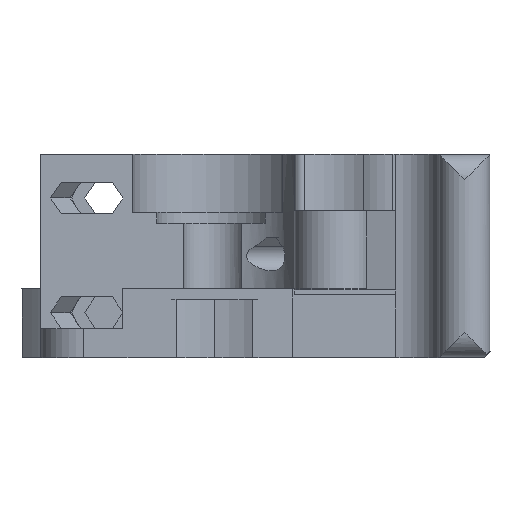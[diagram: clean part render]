
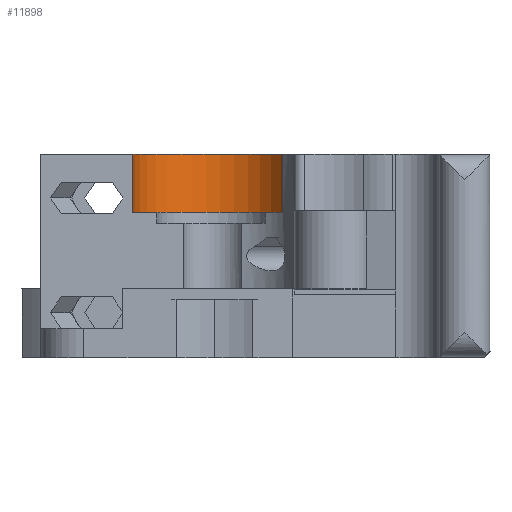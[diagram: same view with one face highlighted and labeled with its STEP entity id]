
A CAD part, left-side view. The second image highlights one B-rep face of the part: STEP entity #11898.
In plain terms, the highlighted cylindrical face has radius 11.3 mm (diameter 22.6 mm), a partial arc.
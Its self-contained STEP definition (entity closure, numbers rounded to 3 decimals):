
#1337 = PLANE('',#1338);
#1338 = AXIS2_PLACEMENT_3D('',#1339,#1340,#1341);
#1339 = CARTESIAN_POINT('',(7.679,20.298,
    28.));
#1340 = DIRECTION('',(0.,0.,1.));
#1341 = DIRECTION('',(1.,0.,0.));
#2845 = PLANE('',#2846);
#2846 = AXIS2_PLACEMENT_3D('',#2847,#2848,#2849);
#2847 = CARTESIAN_POINT('',(5.5,49.264,20.));
#2848 = DIRECTION('',(1.,0.,0.));
#2849 = DIRECTION('',(0.,0.,1.));
#5069 = VERTEX_POINT('',#5070);
#5070 = CARTESIAN_POINT('',(5.5,49.264,28.));
#5091 = EDGE_CURVE('',#5092,#5069,#5094,.T.);
#5092 = VERTEX_POINT('',#5093);
#5093 = CARTESIAN_POINT('',(-1.66,28.592,28.));
#5094 = SURFACE_CURVE('',#5095,(#5100,#5107),.PCURVE_S1.);
#5095 = CIRCLE('',#5096,11.3);
#5096 = AXIS2_PLACEMENT_3D('',#5097,#5098,#5099);
#5097 = CARTESIAN_POINT('',(4.6,38.,28.));
#5098 = DIRECTION('',(0.,0.,1.));
#5099 = DIRECTION('',(1.,0.,0.));
#5100 = PCURVE('',#1337,#5101);
#5101 = DEFINITIONAL_REPRESENTATION('',(#5102),#5106);
#5102 = CIRCLE('',#5103,11.3);
#5103 = AXIS2_PLACEMENT_2D('',#5104,#5105);
#5104 = CARTESIAN_POINT('',(-3.079,17.702));
#5105 = DIRECTION('',(1.,0.));
#5106 = ( GEOMETRIC_REPRESENTATION_CONTEXT(2) 
PARAMETRIC_REPRESENTATION_CONTEXT() REPRESENTATION_CONTEXT('2D SPACE',''
  ) );
#5107 = PCURVE('',#5108,#5113);
#5108 = CYLINDRICAL_SURFACE('',#5109,11.3);
#5109 = AXIS2_PLACEMENT_3D('',#5110,#5111,#5112);
#5110 = CARTESIAN_POINT('',(4.6,38.,28.));
#5111 = DIRECTION('',(0.,0.,1.));
#5112 = DIRECTION('',(1.,0.,0.));
#5113 = DEFINITIONAL_REPRESENTATION('',(#5114),#5118);
#5114 = LINE('',#5115,#5116);
#5115 = CARTESIAN_POINT('',(6.283,0.));
#5116 = VECTOR('',#5117,1.);
#5117 = DIRECTION('',(1.,0.));
#5118 = ( GEOMETRIC_REPRESENTATION_CONTEXT(2) 
PARAMETRIC_REPRESENTATION_CONTEXT() REPRESENTATION_CONTEXT('2D SPACE',''
  ) );
#5137 = CYLINDRICAL_SURFACE('',#5138,11.3);
#5138 = AXIS2_PLACEMENT_3D('',#5139,#5140,#5141);
#5139 = CARTESIAN_POINT('',(-8.516,37.574,28.));
#5140 = DIRECTION('',(0.,0.,1.));
#5141 = DIRECTION('',(1.,0.,0.));
#7497 = VERTEX_POINT('',#7498);
#7498 = CARTESIAN_POINT('',(5.5,49.264,20.));
#7514 = PLANE('',#7515);
#7515 = AXIS2_PLACEMENT_3D('',#7516,#7517,#7518);
#7516 = CARTESIAN_POINT('',(15.9,38.,20.));
#7517 = DIRECTION('',(0.,0.,-1.));
#7518 = DIRECTION('',(-1.,0.,0.));
#7712 = EDGE_CURVE('',#7497,#5069,#7713,.T.);
#7713 = SURFACE_CURVE('',#7714,(#7718,#7725),.PCURVE_S1.);
#7714 = LINE('',#7715,#7716);
#7715 = CARTESIAN_POINT('',(5.5,49.264,28.));
#7716 = VECTOR('',#7717,1.);
#7717 = DIRECTION('',(0.,0.,1.));
#7718 = PCURVE('',#2845,#7719);
#7719 = DEFINITIONAL_REPRESENTATION('',(#7720),#7724);
#7720 = LINE('',#7721,#7722);
#7721 = CARTESIAN_POINT('',(8.,0.));
#7722 = VECTOR('',#7723,1.);
#7723 = DIRECTION('',(1.,0.));
#7724 = ( GEOMETRIC_REPRESENTATION_CONTEXT(2) 
PARAMETRIC_REPRESENTATION_CONTEXT() REPRESENTATION_CONTEXT('2D SPACE',''
  ) );
#7725 = PCURVE('',#5108,#7726);
#7726 = DEFINITIONAL_REPRESENTATION('',(#7727),#7731);
#7727 = LINE('',#7728,#7729);
#7728 = CARTESIAN_POINT('',(7.774,0.));
#7729 = VECTOR('',#7730,1.);
#7730 = DIRECTION('',(0.,1.));
#7731 = ( GEOMETRIC_REPRESENTATION_CONTEXT(2) 
PARAMETRIC_REPRESENTATION_CONTEXT() REPRESENTATION_CONTEXT('2D SPACE',''
  ) );
#11542 = VERTEX_POINT('',#11543);
#11543 = CARTESIAN_POINT('',(-1.66,28.592,20.));
#11569 = EDGE_CURVE('',#11542,#5092,#11570,.T.);
#11570 = SURFACE_CURVE('',#11571,(#11575,#11582),.PCURVE_S1.);
#11571 = LINE('',#11572,#11573);
#11572 = CARTESIAN_POINT('',(-1.66,28.592,28.));
#11573 = VECTOR('',#11574,1.);
#11574 = DIRECTION('',(0.,0.,1.));
#11575 = PCURVE('',#5137,#11576);
#11576 = DEFINITIONAL_REPRESENTATION('',(#11577),#11581);
#11577 = LINE('',#11578,#11579);
#11578 = CARTESIAN_POINT('',(5.364,0.));
#11579 = VECTOR('',#11580,1.);
#11580 = DIRECTION('',(0.,1.));
#11581 = ( GEOMETRIC_REPRESENTATION_CONTEXT(2) 
PARAMETRIC_REPRESENTATION_CONTEXT() REPRESENTATION_CONTEXT('2D SPACE',''
  ) );
#11582 = PCURVE('',#5108,#11583);
#11583 = DEFINITIONAL_REPRESENTATION('',(#11584),#11588);
#11584 = LINE('',#11585,#11586);
#11585 = CARTESIAN_POINT('',(4.125,0.));
#11586 = VECTOR('',#11587,1.);
#11587 = DIRECTION('',(0.,1.));
#11588 = ( GEOMETRIC_REPRESENTATION_CONTEXT(2) 
PARAMETRIC_REPRESENTATION_CONTEXT() REPRESENTATION_CONTEXT('2D SPACE',''
  ) );
#11898 = ADVANCED_FACE('',(#11899),#5108,.F.);
#11899 = FACE_BOUND('',#11900,.F.);
#11900 = EDGE_LOOP('',(#11901,#11927,#11928,#11929));
#11901 = ORIENTED_EDGE('',*,*,#11902,.T.);
#11902 = EDGE_CURVE('',#11542,#7497,#11903,.T.);
#11903 = SURFACE_CURVE('',#11904,(#11909,#11916),.PCURVE_S1.);
#11904 = CIRCLE('',#11905,11.3);
#11905 = AXIS2_PLACEMENT_3D('',#11906,#11907,#11908);
#11906 = CARTESIAN_POINT('',(4.6,38.,20.));
#11907 = DIRECTION('',(0.,0.,1.));
#11908 = DIRECTION('',(1.,0.,0.));
#11909 = PCURVE('',#5108,#11910);
#11910 = DEFINITIONAL_REPRESENTATION('',(#11911),#11915);
#11911 = LINE('',#11912,#11913);
#11912 = CARTESIAN_POINT('',(0.,-8.));
#11913 = VECTOR('',#11914,1.);
#11914 = DIRECTION('',(1.,0.));
#11915 = ( GEOMETRIC_REPRESENTATION_CONTEXT(2) 
PARAMETRIC_REPRESENTATION_CONTEXT() REPRESENTATION_CONTEXT('2D SPACE',''
  ) );
#11916 = PCURVE('',#7514,#11917);
#11917 = DEFINITIONAL_REPRESENTATION('',(#11918),#11926);
#11918 = ( BOUNDED_CURVE() B_SPLINE_CURVE(2,(#11919,#11920,#11921,#11922
    ,#11923,#11924,#11925),.UNSPECIFIED.,.F.,.F.) 
B_SPLINE_CURVE_WITH_KNOTS((1,2,2,2,2,1),(-2.094,0.,
    2.094,4.189,6.283,8.378),
.UNSPECIFIED.) CURVE() GEOMETRIC_REPRESENTATION_ITEM() 
RATIONAL_B_SPLINE_CURVE((1.,0.5,1.,0.5,1.,0.5,1.)) REPRESENTATION_ITEM(
  '') );
#11919 = CARTESIAN_POINT('',(0.,0.));
#11920 = CARTESIAN_POINT('',(0.,19.572));
#11921 = CARTESIAN_POINT('',(16.95,9.786));
#11922 = CARTESIAN_POINT('',(33.9,0.));
#11923 = CARTESIAN_POINT('',(16.95,-9.786));
#11924 = CARTESIAN_POINT('',(0.,-19.572));
#11925 = CARTESIAN_POINT('',(0.,0.));
#11926 = ( GEOMETRIC_REPRESENTATION_CONTEXT(2) 
PARAMETRIC_REPRESENTATION_CONTEXT() REPRESENTATION_CONTEXT('2D SPACE',''
  ) );
#11927 = ORIENTED_EDGE('',*,*,#7712,.T.);
#11928 = ORIENTED_EDGE('',*,*,#5091,.F.);
#11929 = ORIENTED_EDGE('',*,*,#11569,.F.);
